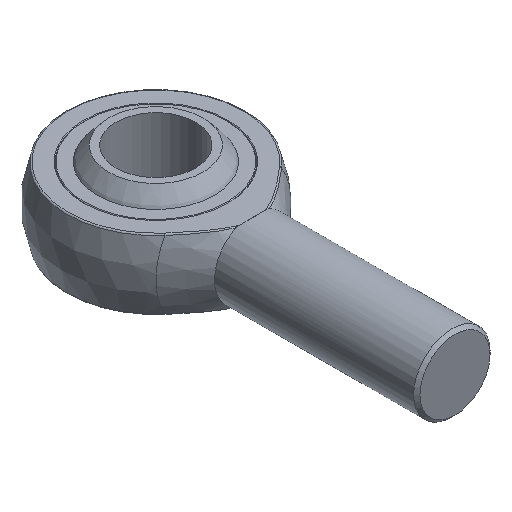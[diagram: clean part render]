
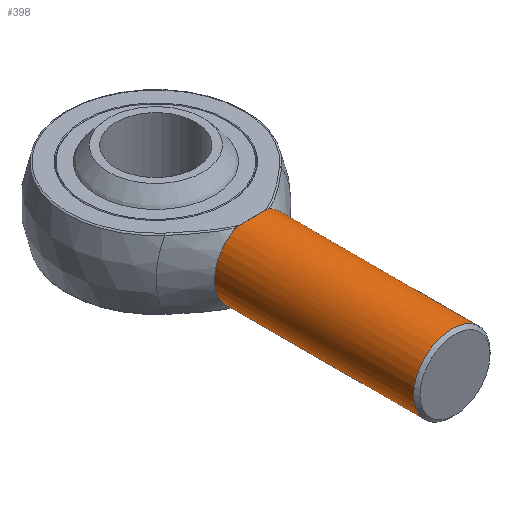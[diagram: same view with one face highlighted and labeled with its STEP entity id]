
A CAD part, isometric view. The second image highlights one B-rep face of the part: STEP entity #398.
In plain terms, the highlighted cylindrical face has radius 12 mm (diameter 24 mm), a full revolution.
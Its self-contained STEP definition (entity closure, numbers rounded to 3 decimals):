
#7 = CARTESIAN_POINT ( 'NONE',  ( 5.099, -30.426, -10.863 ) ) ;
#14 = EDGE_CURVE ( 'NONE', #441, #986, #161, .T. ) ;
#15 = CARTESIAN_POINT ( 'NONE',  ( -5.006, -30.417, 10.907 ) ) ;
#31 =( BOUNDED_CURVE ( )  B_SPLINE_CURVE ( 3, ( #543, #771, #86, #153 ),
 .UNSPECIFIED., .F., .F. ) 
 B_SPLINE_CURVE_WITH_KNOTS ( ( 4, 4 ),
 ( 5.861, 6.706 ),
 .UNSPECIFIED. ) 
 CURVE ( )  GEOMETRIC_REPRESENTATION_ITEM ( )  RATIONAL_B_SPLINE_CURVE ( ( 1., 0.941, 0.941, 1. ) ) 
 REPRESENTATION_ITEM ( '' )  );
#35 = CARTESIAN_POINT ( 'NONE',  ( -4.92, -30.371, -10.945 ) ) ;
#45 = CARTESIAN_POINT ( 'NONE',  ( 5.009, -30.407, 10.905 ) ) ;
#51 = CARTESIAN_POINT ( 'NONE',  ( -4.92, -30.371, -10.945 ) ) ;
#56 = CARTESIAN_POINT ( 'NONE',  ( 4.92, -30.371, 10.945 ) ) ;
#63 = DIRECTION ( 'NONE',  ( 0., -1., 0. ) ) ;
#68 = CARTESIAN_POINT ( 'NONE',  ( 5.192, -30.426, -10.819 ) ) ;
#81 = EDGE_CURVE ( 'NONE', #898, #628, #882, .T. ) ;
#86 = CARTESIAN_POINT ( 'NONE',  ( 1.742, -31.8, 12.374 ) ) ;
#113 = CYLINDRICAL_SURFACE ( 'NONE', #204, 12. ) ;
#124 = CARTESIAN_POINT ( 'NONE',  ( 5.1, -30.423, 10.863 ) ) ;
#148 = CARTESIAN_POINT ( 'NONE',  ( 0., -93., 0. ) ) ;
#153 = CARTESIAN_POINT ( 'NONE',  ( 4.92, -30.371, 10.945 ) ) ;
#155 = AXIS2_PLACEMENT_3D ( 'NONE', #148, #761, #862 ) ;
#161 = CIRCLE ( 'NONE', #411, 12. ) ;
#167 = CARTESIAN_POINT ( 'NONE',  ( -4.92, -30.371, 10.945 ) ) ;
#189 = FACE_OUTER_BOUND ( 'NONE', #772, .T. ) ;
#204 = AXIS2_PLACEMENT_3D ( 'NONE', #879, #263, #948 ) ;
#210 = CARTESIAN_POINT ( 'NONE',  ( 4.92, -30.371, -10.945 ) ) ;
#225 = EDGE_CURVE ( 'NONE', #670, #517, #853, .T. ) ;
#259 = EDGE_CURVE ( 'NONE', #986, #461, #818, .T. ) ;
#263 = DIRECTION ( 'NONE',  ( 0., -1., 0. ) ) ;
#271 = EDGE_CURVE ( 'NONE', #988, #898, #416, .T. ) ;
#279 = ORIENTED_EDGE ( 'NONE', *, *, #14, .T. ) ;
#294 = ORIENTED_EDGE ( 'NONE', *, *, #415, .T. ) ;
#303 = CARTESIAN_POINT ( 'NONE',  ( 0., -30.426, 0. ) ) ;
#317 = CARTESIAN_POINT ( 'NONE',  ( 5.192, -30.426, -10.819 ) ) ;
#319 = AXIS2_PLACEMENT_3D ( 'NONE', #303, #63, #753 ) ;
#322 = CARTESIAN_POINT ( 'NONE',  ( 4.92, -30.371, -10.945 ) ) ;
#330 = CIRCLE ( 'NONE', #155, 12. ) ;
#344 = CARTESIAN_POINT ( 'NONE',  ( -5.1, -30.423, -10.863 ) ) ;
#349 = CARTESIAN_POINT ( 'NONE',  ( 5.192, -30.426, 10.819 ) ) ;
#366 = ORIENTED_EDGE ( 'NONE', *, *, #661, .T. ) ;
#387 = DIRECTION ( 'NONE',  ( 0., -1., 0. ) ) ;
#398 = ADVANCED_FACE ( 'NONE', ( #489, #189 ), #113, .T. ) ;
#405 = B_SPLINE_CURVE_WITH_KNOTS ( 'NONE', 3,
 ( #566, #960, #344, #957, #656, #732 ),
 .UNSPECIFIED., .F., .F.,
 ( 4, 2, 4 ),
 ( 0., 0., 0. ),
 .UNSPECIFIED. ) ;
#411 = AXIS2_PLACEMENT_3D ( 'NONE', #906, #387, #702 ) ;
#415 = EDGE_CURVE ( 'NONE', #628, #517, #405, .T. ) ;
#416 = B_SPLINE_CURVE_WITH_KNOTS ( 'NONE', 3,
 ( #788, #15, #620, #784 ),
 .UNSPECIFIED., .F., .F.,
 ( 4, 4 ),
 ( 0., 0. ),
 .UNSPECIFIED. ) ;
#430 = CARTESIAN_POINT ( 'NONE',  ( -1.742, -31.8, -12.374 ) ) ;
#441 = VERTEX_POINT ( 'NONE', #68 ) ;
#461 = VERTEX_POINT ( 'NONE', #56 ) ;
#463 = ORIENTED_EDGE ( 'NONE', *, *, #716, .F. ) ;
#476 = CARTESIAN_POINT ( 'NONE',  ( 0., -93., -12. ) ) ;
#489 = FACE_OUTER_BOUND ( 'NONE', #762, .T. ) ;
#501 = CARTESIAN_POINT ( 'NONE',  ( 4.963, -30.394, 10.926 ) ) ;
#511 = B_SPLINE_CURVE_WITH_KNOTS ( 'NONE', 3,
 ( #322, #996, #7, #317 ),
 .UNSPECIFIED., .F., .F.,
 ( 4, 4 ),
 ( 0., 0. ),
 .UNSPECIFIED. ) ;
#517 = VERTEX_POINT ( 'NONE', #51 ) ;
#520 = ORIENTED_EDGE ( 'NONE', *, *, #259, .T. ) ;
#543 = CARTESIAN_POINT ( 'NONE',  ( -4.92, -30.371, 10.945 ) ) ;
#566 = CARTESIAN_POINT ( 'NONE',  ( -5.192, -30.426, -10.819 ) ) ;
#575 = CARTESIAN_POINT ( 'NONE',  ( 4.92, -30.371, 10.945 ) ) ;
#620 = CARTESIAN_POINT ( 'NONE',  ( -5.099, -30.426, 10.863 ) ) ;
#628 = VERTEX_POINT ( 'NONE', #839 ) ;
#629 = EDGE_CURVE ( 'NONE', #798, #798, #330, .T. ) ;
#656 = CARTESIAN_POINT ( 'NONE',  ( -4.963, -30.394, -10.926 ) ) ;
#659 = CARTESIAN_POINT ( 'NONE',  ( 5.146, -30.426, 10.841 ) ) ;
#661 = EDGE_CURVE ( 'NONE', #670, #441, #511, .T. ) ;
#670 = VERTEX_POINT ( 'NONE', #916 ) ;
#677 = ORIENTED_EDGE ( 'NONE', *, *, #225, .F. ) ;
#694 = CARTESIAN_POINT ( 'NONE',  ( -5.192, -30.426, 10.819 ) ) ;
#702 = DIRECTION ( 'NONE',  ( 0., 0., -1. ) ) ;
#716 = EDGE_CURVE ( 'NONE', #988, #461, #31, .T. ) ;
#732 = CARTESIAN_POINT ( 'NONE',  ( -4.92, -30.371, -10.945 ) ) ;
#743 = ORIENTED_EDGE ( 'NONE', *, *, #271, .T. ) ;
#753 = DIRECTION ( 'NONE',  ( 0., 0., -1. ) ) ;
#760 = ORIENTED_EDGE ( 'NONE', *, *, #81, .T. ) ;
#761 = DIRECTION ( 'NONE',  ( 0., -1., 0. ) ) ;
#762 = EDGE_LOOP ( 'NONE', ( #677, #366, #279, #520, #463, #743, #760, #294 ) ) ;
#771 = CARTESIAN_POINT ( 'NONE',  ( -1.742, -31.8, 12.374 ) ) ;
#772 = EDGE_LOOP ( 'NONE', ( #777 ) ) ;
#777 = ORIENTED_EDGE ( 'NONE', *, *, #629, .F. ) ;
#784 = CARTESIAN_POINT ( 'NONE',  ( -5.192, -30.426, 10.819 ) ) ;
#788 = CARTESIAN_POINT ( 'NONE',  ( -4.92, -30.371, 10.945 ) ) ;
#791 = CARTESIAN_POINT ( 'NONE',  ( 5.192, -30.426, 10.819 ) ) ;
#798 = VERTEX_POINT ( 'NONE', #476 ) ;
#818 = B_SPLINE_CURVE_WITH_KNOTS ( 'NONE', 3,
 ( #349, #659, #124, #45, #501, #575 ),
 .UNSPECIFIED., .F., .F.,
 ( 4, 2, 4 ),
 ( 0., 0., 0. ),
 .UNSPECIFIED. ) ;
#839 = CARTESIAN_POINT ( 'NONE',  ( -5.192, -30.426, -10.819 ) ) ;
#853 =( BOUNDED_CURVE ( )  B_SPLINE_CURVE ( 3, ( #210, #956, #430, #35 ),
 .UNSPECIFIED., .F., .F. ) 
 B_SPLINE_CURVE_WITH_KNOTS ( ( 4, 4 ),
 ( 5.861, 6.706 ),
 .UNSPECIFIED. ) 
 CURVE ( )  GEOMETRIC_REPRESENTATION_ITEM ( )  RATIONAL_B_SPLINE_CURVE ( ( 1., 0.941, 0.941, 1. ) ) 
 REPRESENTATION_ITEM ( '' )  );
#862 = DIRECTION ( 'NONE',  ( 0., 0., -1. ) ) ;
#879 = CARTESIAN_POINT ( 'NONE',  ( 0., -94., 0. ) ) ;
#882 = CIRCLE ( 'NONE', #319, 12. ) ;
#898 = VERTEX_POINT ( 'NONE', #694 ) ;
#906 = CARTESIAN_POINT ( 'NONE',  ( 0., -30.426, 0. ) ) ;
#916 = CARTESIAN_POINT ( 'NONE',  ( 4.92, -30.371, -10.945 ) ) ;
#948 = DIRECTION ( 'NONE',  ( 0., 0., -1. ) ) ;
#956 = CARTESIAN_POINT ( 'NONE',  ( 1.742, -31.8, -12.374 ) ) ;
#957 = CARTESIAN_POINT ( 'NONE',  ( -5.009, -30.407, -10.905 ) ) ;
#960 = CARTESIAN_POINT ( 'NONE',  ( -5.146, -30.426, -10.841 ) ) ;
#986 = VERTEX_POINT ( 'NONE', #791 ) ;
#988 = VERTEX_POINT ( 'NONE', #167 ) ;
#996 = CARTESIAN_POINT ( 'NONE',  ( 5.006, -30.417, -10.907 ) ) ;
